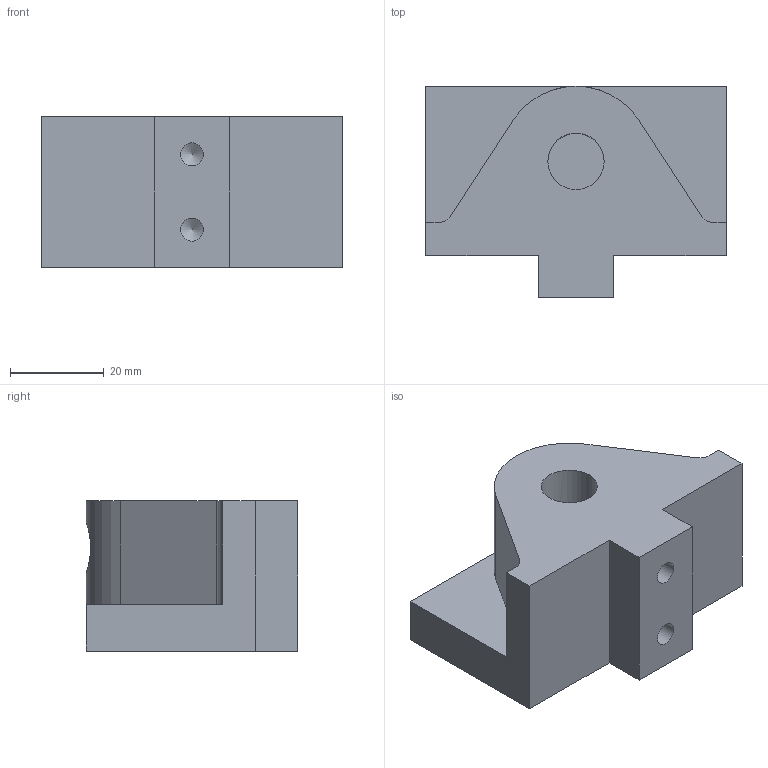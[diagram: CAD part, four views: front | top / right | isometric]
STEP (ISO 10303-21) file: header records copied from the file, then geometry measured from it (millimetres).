
FILE_DESCRIPTION(/* description */ (''),/* implementation_level */ '2;1');
FILE_NAME(/* name */ 'mordente_movel.stp',/* time_stamp */ '2022-03-20T17:55:51-03:00',/* author */ ('Korch'),/* organization */ (''),/* preprocessor_version */ 'ST-DEVELOPER v18.1',/* originating_system */ 'Autodesk Inventor 2022',/* authorisation */ '');
FILE_SCHEMA (('AUTOMOTIVE_DESIGN { 1 0 10303 214 3 1 1 }'));
Length unit declared in the file: millimetre
Products named in the file (1): mordente_movel
Bounding box: 64 x 45 x 32 mm (x, y, z)
Volume: 56477 mm3; surface area: 12669.1 mm2
Topology: 1 solids, 1 shells, 28 faces, 71 edges, 47 vertices
Faces by surface type: plane 18, cylinder 8, cone 2
Full cylindrical faces by diameter (mm): 4.917 x3, 10.5 x1, 12 x1
Entity records: 940 total; most frequent: CARTESIAN_POINT 214, ORIENTED_EDGE 138, DIRECTION 138, EDGE_CURVE 69, LINE 50, VECTOR 50, VERTEX_POINT 47, AXIS2_PLACEMENT_3D 44
